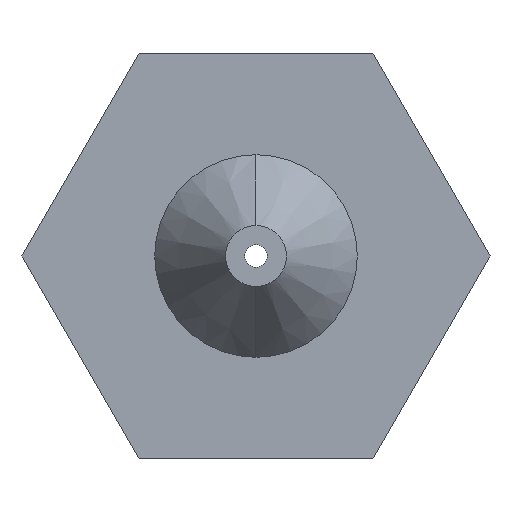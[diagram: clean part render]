
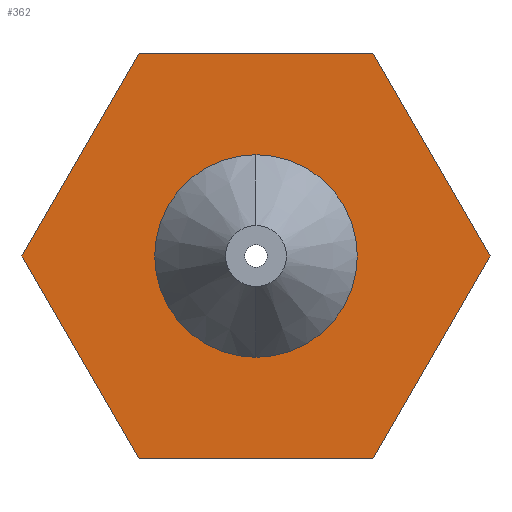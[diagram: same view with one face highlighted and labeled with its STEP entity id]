
A CAD part, front view. The second image highlights one B-rep face of the part: STEP entity #362.
In plain terms, the highlighted planar face has unit normal (0, -1, 0).
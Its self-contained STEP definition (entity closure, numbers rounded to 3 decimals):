
#7 = CARTESIAN_POINT ( 'NONE',  ( 2.309, 0., 4. ) ) ;
#15 = VERTEX_POINT ( 'NONE', #394 ) ;
#22 = ORIENTED_EDGE ( 'NONE', *, *, #229, .F. ) ;
#46 = CIRCLE ( 'NONE', #176, 2. ) ;
#47 = CARTESIAN_POINT ( 'NONE',  ( -2.309, 0., -4. ) ) ;
#50 = EDGE_CURVE ( 'NONE', #423, #15, #155, .T. ) ;
#76 = ORIENTED_EDGE ( 'NONE', *, *, #398, .F. ) ;
#82 = LINE ( 'NONE', #98, #457 ) ;
#96 = VECTOR ( 'NONE', #545, 1000. ) ;
#98 = CARTESIAN_POINT ( 'NONE',  ( 2.309, 0., -4. ) ) ;
#108 = VECTOR ( 'NONE', #182, 1000. ) ;
#123 = VERTEX_POINT ( 'NONE', #336 ) ;
#134 = VECTOR ( 'NONE', #159, 1000. ) ;
#147 = EDGE_CURVE ( 'NONE', #403, #123, #575, .T. ) ;
#155 = LINE ( 'NONE', #7, #108 ) ;
#159 = DIRECTION ( 'NONE',  ( -0.5, 0., -0.866 ) ) ;
#176 = AXIS2_PLACEMENT_3D ( 'NONE', #270, #430, #275 ) ;
#182 = DIRECTION ( 'NONE',  ( 0.5, 0., -0.866 ) ) ;
#205 = VERTEX_POINT ( 'NONE', #395 ) ;
#209 = VECTOR ( 'NONE', #495, 1000. ) ;
#213 = EDGE_CURVE ( 'NONE', #345, #485, #579, .T. ) ;
#226 = DIRECTION ( 'NONE',  ( 0., 0., -1. ) ) ;
#227 = LINE ( 'NONE', #461, #292 ) ;
#229 = EDGE_CURVE ( 'NONE', #485, #205, #300, .T. ) ;
#256 = CARTESIAN_POINT ( 'NONE',  ( 0., 0., 0. ) ) ;
#262 = ORIENTED_EDGE ( 'NONE', *, *, #543, .F. ) ;
#263 = CARTESIAN_POINT ( 'NONE',  ( -4.619, 0., 0. ) ) ;
#270 = CARTESIAN_POINT ( 'NONE',  ( 0., 0., 0. ) ) ;
#275 = DIRECTION ( 'NONE',  ( 0., 0., -1. ) ) ;
#292 = VECTOR ( 'NONE', #465, 1000. ) ;
#295 = EDGE_LOOP ( 'NONE', ( #262, #383, #76, #22, #623, #469 ) ) ;
#300 = LINE ( 'NONE', #599, #96 ) ;
#318 = EDGE_CURVE ( 'NONE', #532, #345, #82, .T. ) ;
#336 = CARTESIAN_POINT ( 'NONE',  ( 0., 0., 2. ) ) ;
#342 = AXIS2_PLACEMENT_3D ( 'NONE', #256, #667, #510 ) ;
#345 = VERTEX_POINT ( 'NONE', #414 ) ;
#355 = CARTESIAN_POINT ( 'NONE',  ( 2.309, 0., 4. ) ) ;
#362 = ADVANCED_FACE ( 'NONE', ( #389, #659 ), #364, .F. ) ;
#364 = PLANE ( 'NONE',  #342 ) ;
#383 = ORIENTED_EDGE ( 'NONE', *, *, #50, .F. ) ;
#388 = DIRECTION ( 'NONE',  ( 0., -1., 0. ) ) ;
#389 = FACE_BOUND ( 'NONE', #656, .T. ) ;
#394 = CARTESIAN_POINT ( 'NONE',  ( 4.619, 0., 0. ) ) ;
#395 = CARTESIAN_POINT ( 'NONE',  ( -2.309, 0., 4. ) ) ;
#398 = EDGE_CURVE ( 'NONE', #205, #423, #227, .T. ) ;
#403 = VERTEX_POINT ( 'NONE', #417 ) ;
#414 = CARTESIAN_POINT ( 'NONE',  ( -2.309, 0., -4. ) ) ;
#417 = CARTESIAN_POINT ( 'NONE',  ( 0., 0., -2. ) ) ;
#423 = VERTEX_POINT ( 'NONE', #355 ) ;
#430 = DIRECTION ( 'NONE',  ( 0., -1., 0. ) ) ;
#457 = VECTOR ( 'NONE', #618, 1000. ) ;
#461 = CARTESIAN_POINT ( 'NONE',  ( -2.309, 0., 4. ) ) ;
#465 = DIRECTION ( 'NONE',  ( 1., 0., 0. ) ) ;
#469 = ORIENTED_EDGE ( 'NONE', *, *, #318, .F. ) ;
#475 = CARTESIAN_POINT ( 'NONE',  ( 2.309, 0., -4. ) ) ;
#485 = VERTEX_POINT ( 'NONE', #263 ) ;
#486 = ORIENTED_EDGE ( 'NONE', *, *, #147, .F. ) ;
#495 = DIRECTION ( 'NONE',  ( -0.5, 0., 0.866 ) ) ;
#510 = DIRECTION ( 'NONE',  ( 0., 0., 1. ) ) ;
#532 = VERTEX_POINT ( 'NONE', #475 ) ;
#543 = EDGE_CURVE ( 'NONE', #15, #532, #645, .T. ) ;
#545 = DIRECTION ( 'NONE',  ( 0.5, 0., 0.866 ) ) ;
#571 = CARTESIAN_POINT ( 'NONE',  ( 4.619, 0., 0. ) ) ;
#575 = CIRCLE ( 'NONE', #654, 2. ) ;
#576 = EDGE_CURVE ( 'NONE', #123, #403, #46, .T. ) ;
#579 = LINE ( 'NONE', #47, #209 ) ;
#588 = CARTESIAN_POINT ( 'NONE',  ( 0., 0., 0. ) ) ;
#599 = CARTESIAN_POINT ( 'NONE',  ( -4.619, 0., 0. ) ) ;
#618 = DIRECTION ( 'NONE',  ( -1., 0., 0. ) ) ;
#623 = ORIENTED_EDGE ( 'NONE', *, *, #213, .F. ) ;
#645 = LINE ( 'NONE', #571, #134 ) ;
#654 = AXIS2_PLACEMENT_3D ( 'NONE', #588, #388, #226 ) ;
#656 = EDGE_LOOP ( 'NONE', ( #660, #486 ) ) ;
#659 = FACE_OUTER_BOUND ( 'NONE', #295, .T. ) ;
#660 = ORIENTED_EDGE ( 'NONE', *, *, #576, .F. ) ;
#667 = DIRECTION ( 'NONE',  ( 0., 1., 0. ) ) ;
